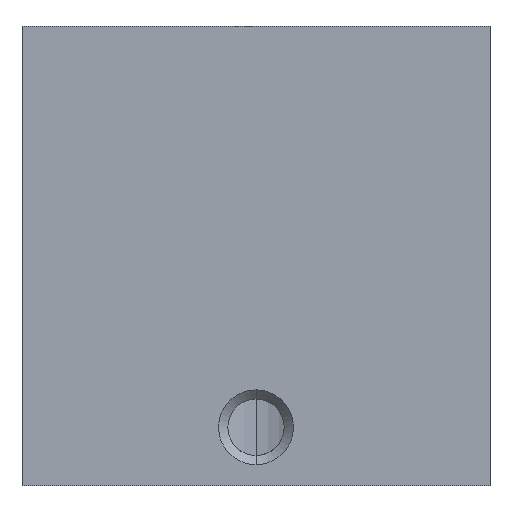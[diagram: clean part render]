
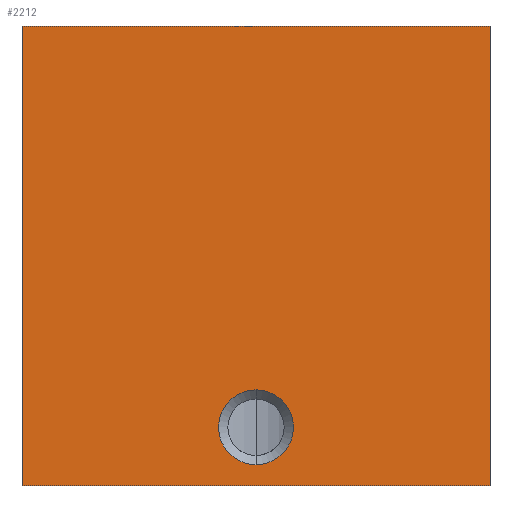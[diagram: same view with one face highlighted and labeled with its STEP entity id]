
A CAD part, front view. The second image highlights one B-rep face of the part: STEP entity #2212.
In plain terms, the highlighted planar face has unit normal (0, -1, 0).
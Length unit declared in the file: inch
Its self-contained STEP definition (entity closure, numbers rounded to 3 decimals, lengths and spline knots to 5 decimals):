
#5=DIRECTION('',(1.,0.,0.));
#6=VECTOR('',#5,3.5);
#7=CARTESIAN_POINT('',(0.,-2.875,0.));
#8=LINE('',#7,#6);
#125=DIRECTION('',(0.,0.,1.));
#126=VECTOR('',#125,3.438);
#127=CARTESIAN_POINT('',(3.5,-2.875,0.));
#128=LINE('',#127,#126);
#149=DIRECTION('',(0.,0.,1.));
#150=VECTOR('',#149,3.438);
#151=CARTESIAN_POINT('',(0.,-2.875,0.));
#152=LINE('',#151,#150);
#153=CARTESIAN_POINT('',(1.75,-2.875,0.438));
#154=DIRECTION('',(0.,1.,0.));
#155=DIRECTION('',(0.,0.,-1.));
#156=AXIS2_PLACEMENT_3D('',#153,#154,#155);
#158=CARTESIAN_POINT('',(1.75,-2.875,0.438));
#159=DIRECTION('',(0.,1.,0.));
#160=DIRECTION('',(0.,0.,1.));
#161=AXIS2_PLACEMENT_3D('',#158,#159,#160);
#175=DIRECTION('',(1.,0.,0.));
#176=VECTOR('',#175,3.5);
#177=CARTESIAN_POINT('',(0.,-2.875,3.438));
#178=LINE('',#177,#176);
#1726=CARTESIAN_POINT('',(0.,-2.875,0.));
#1728=VERTEX_POINT('',#1726);
#1729=CARTESIAN_POINT('',(3.5,-2.875,0.));
#1730=VERTEX_POINT('',#1729);
#1734=CARTESIAN_POINT('',(0.,-2.875,3.438));
#1736=VERTEX_POINT('',#1734);
#1737=CARTESIAN_POINT('',(3.5,-2.875,3.438));
#1738=VERTEX_POINT('',#1737);
#1977=CARTESIAN_POINT('',(1.75,-2.875,0.718));
#1978=VERTEX_POINT('',#1977);
#1979=CARTESIAN_POINT('',(1.75,-2.875,0.158));
#1980=VERTEX_POINT('',#1979);
#2194=CARTESIAN_POINT('',(0.,-2.875,0.));
#2195=DIRECTION('',(0.,-1.,0.));
#2196=DIRECTION('',(1.,0.,0.));
#2197=AXIS2_PLACEMENT_3D('',#2194,#2195,#2196);
#2198=PLANE('',#2197);
#2199=ORIENTED_EDGE('',*,*,#2070,.F.);
#2200=ORIENTED_EDGE('',*,*,#2119,.T.);
#2202=ORIENTED_EDGE('',*,*,#2201,.T.);
#2203=ORIENTED_EDGE('',*,*,#2174,.F.);
#2204=EDGE_LOOP('',(#2199,#2200,#2202,#2203));
#2205=FACE_OUTER_BOUND('',#2204,.F.);
#2207=ORIENTED_EDGE('',*,*,#2206,.F.);
#2209=ORIENTED_EDGE('',*,*,#2208,.F.);
#2210=EDGE_LOOP('',(#2207,#2209));
#2211=FACE_BOUND('',#2210,.F.);
#2212=ADVANCED_FACE('',(#2205,#2211),#2198,.T.);
#157=CIRCLE('',#156,0.28);
#162=CIRCLE('',#161,0.28);
#2070=EDGE_CURVE('',#1728,#1730,#8,.T.);
#2119=EDGE_CURVE('',#1728,#1736,#152,.T.);
#2174=EDGE_CURVE('',#1730,#1738,#128,.T.);
#2201=EDGE_CURVE('',#1736,#1738,#178,.T.);
#2206=EDGE_CURVE('',#1980,#1978,#157,.T.);
#2208=EDGE_CURVE('',#1978,#1980,#162,.T.);
